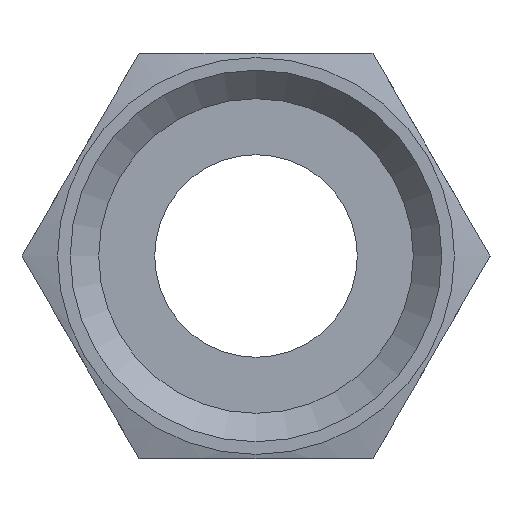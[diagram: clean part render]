
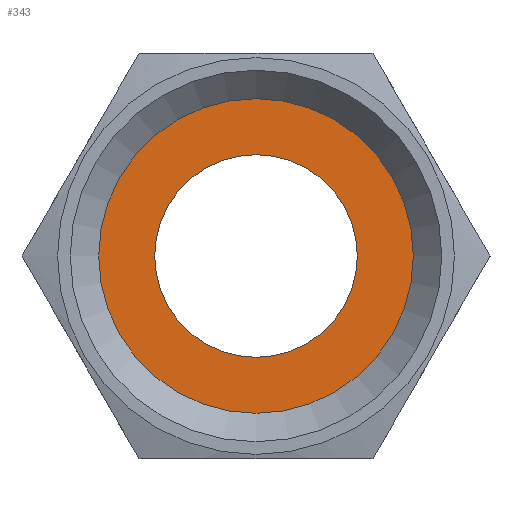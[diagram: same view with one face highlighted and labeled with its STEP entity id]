
A CAD part, left-side view. The second image highlights one B-rep face of the part: STEP entity #343.
In plain terms, the highlighted planar face has unit normal (-1, 0, 0).
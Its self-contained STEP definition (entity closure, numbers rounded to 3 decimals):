
#35=FACE_BOUND('',#78,.T.);
#39=PLANE('',#403);
#56=FACE_OUTER_BOUND('',#77,.T.);
#77=EDGE_LOOP('',(#273,#274));
#78=EDGE_LOOP('',(#275,#276));
#121=CIRCLE('',#380,6.);
#122=CIRCLE('',#381,6.);
#136=CIRCLE('',#401,9.316);
#137=CIRCLE('',#402,9.316);
#144=VERTEX_POINT('',#528);
#145=VERTEX_POINT('',#529);
#158=VERTEX_POINT('',#567);
#159=VERTEX_POINT('',#569);
#181=EDGE_CURVE('',#144,#145,#121,.T.);
#183=EDGE_CURVE('',#145,#144,#122,.T.);
#201=EDGE_CURVE('',#159,#158,#136,.T.);
#202=EDGE_CURVE('',#158,#159,#137,.T.);
#273=ORIENTED_EDGE('',*,*,#201,.T.);
#274=ORIENTED_EDGE('',*,*,#202,.T.);
#275=ORIENTED_EDGE('',*,*,#181,.F.);
#276=ORIENTED_EDGE('',*,*,#183,.F.);
#343=ADVANCED_FACE('',(#56,#35),#39,.T.);
#380=AXIS2_PLACEMENT_3D('',#530,#432,#433);
#381=AXIS2_PLACEMENT_3D('',#532,#435,#436);
#401=AXIS2_PLACEMENT_3D('',#570,#479,#480);
#402=AXIS2_PLACEMENT_3D('',#571,#481,#482);
#403=AXIS2_PLACEMENT_3D('',#572,#483,#484);
#432=DIRECTION('center_axis',(-1.,0.,0.));
#433=DIRECTION('ref_axis',(0.,0.,1.));
#435=DIRECTION('center_axis',(-1.,0.,0.));
#436=DIRECTION('ref_axis',(0.,0.,1.));
#479=DIRECTION('center_axis',(-1.,0.,0.));
#480=DIRECTION('ref_axis',(0.,-1.,0.));
#481=DIRECTION('center_axis',(-1.,0.,0.));
#482=DIRECTION('ref_axis',(0.,-1.,0.));
#483=DIRECTION('center_axis',(-1.,0.,0.));
#484=DIRECTION('ref_axis',(0.,-1.,0.));
#528=CARTESIAN_POINT('',(-8.,0.,6.));
#529=CARTESIAN_POINT('',(-8.,0.,-6.));
#530=CARTESIAN_POINT('Origin',(-8.,0.,0.));
#532=CARTESIAN_POINT('Origin',(-8.,0.,0.));
#567=CARTESIAN_POINT('',(-8.,9.316,0.));
#569=CARTESIAN_POINT('',(-8.,-9.316,0.));
#570=CARTESIAN_POINT('Origin',(-8.,0.,0.));
#571=CARTESIAN_POINT('Origin',(-8.,0.,0.));
#572=CARTESIAN_POINT('Origin',(-8.,0.,0.));
